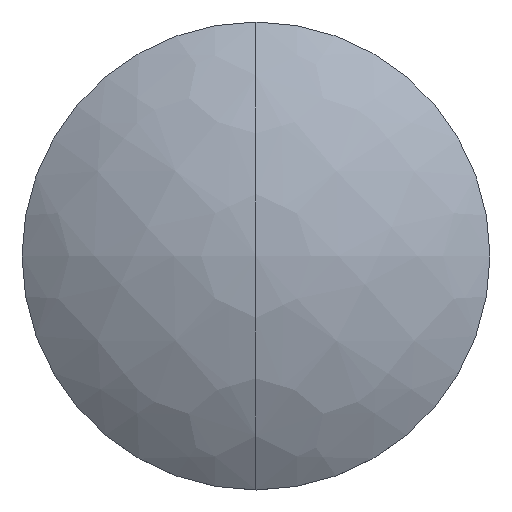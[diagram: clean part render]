
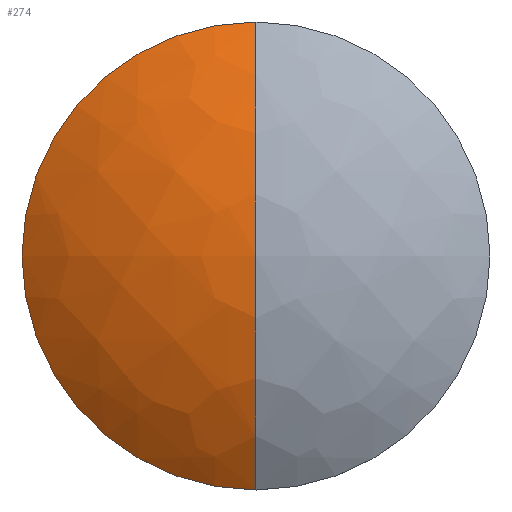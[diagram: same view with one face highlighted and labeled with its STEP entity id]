
A CAD part, top view. The second image highlights one B-rep face of the part: STEP entity #274.
In plain terms, the highlighted free-form (B-spline) face has degree [3, 3] with [4, 4] control points.
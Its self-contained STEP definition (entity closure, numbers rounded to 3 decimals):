
#7 = EDGE_LOOP ( 'NONE', ( #83, #159, #253 ) ) ;
#12 = CARTESIAN_POINT ( 'NONE',  ( 0., -25.4, 9.367 ) ) ;
#16 = CARTESIAN_POINT ( 'NONE',  ( -20.889, -25.666, 2.616 ) ) ;
#18 = CARTESIAN_POINT ( 'NONE',  ( -20.889, 25.666, 2.616 ) ) ;
#20 = DIRECTION ( 'NONE',  ( 1., 0., 0. ) ) ;
#24 = AXIS2_PLACEMENT_3D ( 'NONE', #84, #204, #20 ) ;
#30 = CARTESIAN_POINT ( 'NONE',  ( -25.4, 0., 9.367 ) ) ;
#34 = CARTESIAN_POINT ( 'NONE',  ( -14.713, -25.666, 6.924 ) ) ;
#39 = CARTESIAN_POINT ( 'NONE',  ( 0., -9.736, 20.38 ) ) ;
#45 = CIRCLE ( 'NONE', #156, 25.4 ) ;
#77 = CARTESIAN_POINT ( 'NONE',  ( 0., -25.666, 9.182 ) ) ;
#78 = CARTESIAN_POINT ( 'NONE',  ( 0., 0., -27.33 ) ) ;
#81 = CARTESIAN_POINT ( 'NONE',  ( -27.295, 9.736, 11.8 ) ) ;
#83 = ORIENTED_EDGE ( 'NONE', *, *, #287, .F. ) ;
#84 = CARTESIAN_POINT ( 'NONE',  ( 0., 0., 9.367 ) ) ;
#86 = AXIS2_PLACEMENT_3D ( 'NONE', #78, #195, #147 ) ;
#93 = EDGE_CURVE ( 'NONE', #168, #184, #45, .T. ) ;
#104 = CARTESIAN_POINT ( 'NONE',  ( -19.225, -9.736, 17.429 ) ) ;
#126 = CARTESIAN_POINT ( 'NONE',  ( -27.295, -9.736, 11.8 ) ) ;
#143 = CARTESIAN_POINT ( 'NONE',  ( -19.225, 9.736, 17.429 ) ) ;
#144 = CARTESIAN_POINT ( 'NONE',  ( -7.53, -25.666, 9.182 ) ) ;
#147 = DIRECTION ( 'NONE',  ( 0., -1., 0. ) ) ;
#149 = VERTEX_POINT ( 'NONE', #12 ) ;
#156 = AXIS2_PLACEMENT_3D ( 'NONE', #186, #234, #260 ) ;
#159 = ORIENTED_EDGE ( 'NONE', *, *, #271, .T. ) ;
#168 = VERTEX_POINT ( 'NONE', #30 ) ;
#171 = CIRCLE ( 'NONE', #86, 44.63 ) ;
#184 = VERTEX_POINT ( 'NONE', #219 ) ;
#186 = CARTESIAN_POINT ( 'NONE',  ( 0., 0., 9.367 ) ) ;
#195 = DIRECTION ( 'NONE',  ( -1., 0., 0. ) ) ;
#196 = FACE_OUTER_BOUND ( 'NONE', #7, .T. ) ;
#199 = CARTESIAN_POINT ( 'NONE',  ( 0., 9.736, 20.38 ) ) ;
#204 = DIRECTION ( 'NONE',  ( 0., 0., -1. ) ) ;
#219 = CARTESIAN_POINT ( 'NONE',  ( 0., 25.4, 9.367 ) ) ;
#223 = CARTESIAN_POINT ( 'NONE',  ( -9.839, 9.736, 20.38 ) ) ;
#234 = DIRECTION ( 'NONE',  ( 0., 0., -1. ) ) ;
#243 = CARTESIAN_POINT ( 'NONE',  ( -9.839, -9.736, 20.38 ) ) ;
#244 = CIRCLE ( 'NONE', #24, 25.4 ) ;
#246 = CARTESIAN_POINT ( 'NONE',  ( -7.53, 25.666, 9.182 ) ) ;
#253 = ORIENTED_EDGE ( 'NONE', *, *, #93, .F. ) ;
#260 = DIRECTION ( 'NONE',  ( 1., 0., 0. ) ) ;
#265 = CARTESIAN_POINT ( 'NONE',  ( -14.713, 25.666, 6.924 ) ) ;
#271 = EDGE_CURVE ( 'NONE', #149, #184, #171, .T. ) ;
#274 = ADVANCED_FACE ( 'NONE', ( #196 ), #289, .T. ) ;
#287 = EDGE_CURVE ( 'NONE', #149, #168, #244, .T. ) ;
#289 =( BOUNDED_SURFACE ( )  B_SPLINE_SURFACE ( 3, 3, ( 
 ( #77, #144, #34, #16 ),
 ( #39, #243, #104, #126 ),
 ( #199, #223, #143, #81 ),
 ( #292, #246, #265, #18 ) ),
 .UNSPECIFIED., .F., .F., .F. ) 
 B_SPLINE_SURFACE_WITH_KNOTS ( ( 4, 4 ),
 ( 4, 4 ),
 ( 0., 1. ),
 ( 0., 1. ),
 .UNSPECIFIED. ) 
 GEOMETRIC_REPRESENTATION_ITEM ( )  RATIONAL_B_SPLINE_SURFACE ( (
 ( 1., 0.969, 0.969, 1.),
 ( 0.879, 0.852, 0.852, 0.879),
 ( 0.879, 0.852, 0.852, 0.879),
 ( 1., 0.969, 0.969, 1.) ) ) 
 REPRESENTATION_ITEM ( '' )  SURFACE ( )  );
#292 = CARTESIAN_POINT ( 'NONE',  ( 0., 25.666, 9.182 ) ) ;
